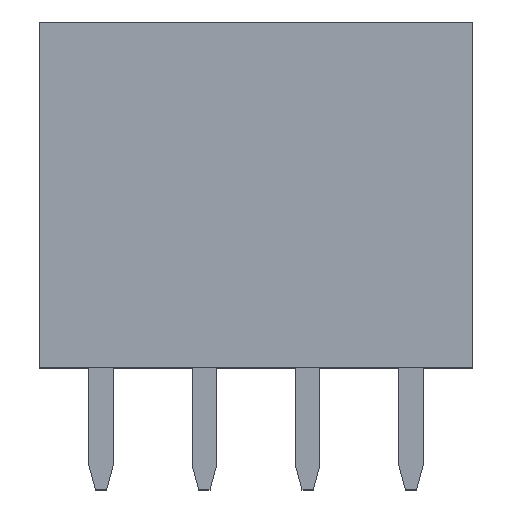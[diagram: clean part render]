
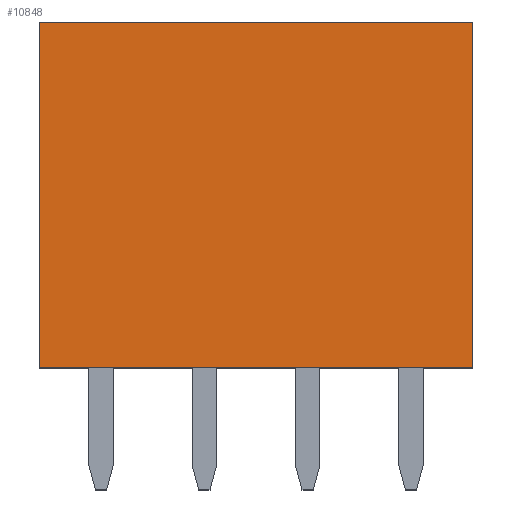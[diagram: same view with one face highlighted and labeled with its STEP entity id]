
A CAD part, top view. The second image highlights one B-rep face of the part: STEP entity #10848.
In plain terms, the highlighted planar face has unit normal (0, 0, 1).
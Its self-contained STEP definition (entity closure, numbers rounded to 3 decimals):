
#1018 = DIRECTION ( 'NONE',  ( 0., 1., 0. ) ) ;
#1301 = CARTESIAN_POINT ( 'NONE',  ( 9.14, 8.5, 3.75 ) ) ;
#1384 = DIRECTION ( 'NONE',  ( 0., -1., 0. ) ) ;
#1770 = LINE ( 'NONE', #11313, #10359 ) ;
#1830 = DIRECTION ( 'NONE',  ( 0., 1., 0. ) ) ;
#1880 = CARTESIAN_POINT ( 'NONE',  ( 9.14, 0., 3.75 ) ) ;
#3276 = FACE_OUTER_BOUND ( 'NONE', #8777, .T. ) ;
#3524 = EDGE_CURVE ( 'NONE', #7154, #4602, #9896, .T. ) ;
#4226 = PLANE ( 'NONE',  #4345 ) ;
#4293 = VERTEX_POINT ( 'NONE', #8126 ) ;
#4345 = AXIS2_PLACEMENT_3D ( 'NONE', #6182, #9983, #1384 ) ;
#4602 = VERTEX_POINT ( 'NONE', #8660 ) ;
#4800 = LINE ( 'NONE', #8638, #7299 ) ;
#4834 = LINE ( 'NONE', #1880, #10999 ) ;
#4874 = CARTESIAN_POINT ( 'NONE',  ( 9.14, 8.5, 3.75 ) ) ;
#5747 = VECTOR ( 'NONE', #6161, 1000. ) ;
#5781 = DIRECTION ( 'NONE',  ( -1., 0., 0. ) ) ;
#6161 = DIRECTION ( 'NONE',  ( -1., 0., 0. ) ) ;
#6182 = CARTESIAN_POINT ( 'NONE',  ( 9.14, 0., 3.75 ) ) ;
#7154 = VERTEX_POINT ( 'NONE', #4874 ) ;
#7299 = VECTOR ( 'NONE', #1018, 1000. ) ;
#8126 = CARTESIAN_POINT ( 'NONE',  ( 9.14, 0., 3.75 ) ) ;
#8638 = CARTESIAN_POINT ( 'NONE',  ( -1.52, 0., 3.75 ) ) ;
#8660 = CARTESIAN_POINT ( 'NONE',  ( -1.52, 8.5, 3.75 ) ) ;
#8664 = VERTEX_POINT ( 'NONE', #10559 ) ;
#8777 = EDGE_LOOP ( 'NONE', ( #9879, #9100, #12040, #10596 ) ) ;
#9100 = ORIENTED_EDGE ( 'NONE', *, *, #10095, .F. ) ;
#9530 = EDGE_CURVE ( 'NONE', #8664, #4602, #4800, .T. ) ;
#9879 = ORIENTED_EDGE ( 'NONE', *, *, #9530, .F. ) ;
#9896 = LINE ( 'NONE', #1301, #5747 ) ;
#9983 = DIRECTION ( 'NONE',  ( 0., 0., -1. ) ) ;
#10095 = EDGE_CURVE ( 'NONE', #4293, #8664, #4834, .T. ) ;
#10359 = VECTOR ( 'NONE', #1830, 1000. ) ;
#10559 = CARTESIAN_POINT ( 'NONE',  ( -1.52, 0., 3.75 ) ) ;
#10596 = ORIENTED_EDGE ( 'NONE', *, *, #3524, .T. ) ;
#10848 = ADVANCED_FACE ( 'NONE', ( #3276 ), #4226, .F. ) ;
#10922 = EDGE_CURVE ( 'NONE', #4293, #7154, #1770, .T. ) ;
#10999 = VECTOR ( 'NONE', #5781, 1000. ) ;
#11313 = CARTESIAN_POINT ( 'NONE',  ( 9.14, 0., 3.75 ) ) ;
#12040 = ORIENTED_EDGE ( 'NONE', *, *, #10922, .T. ) ;
